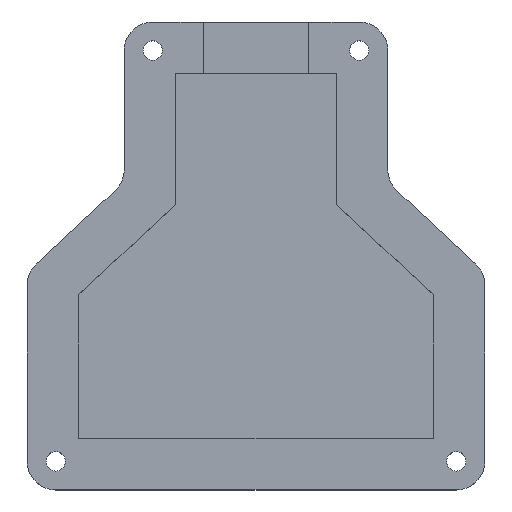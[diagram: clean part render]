
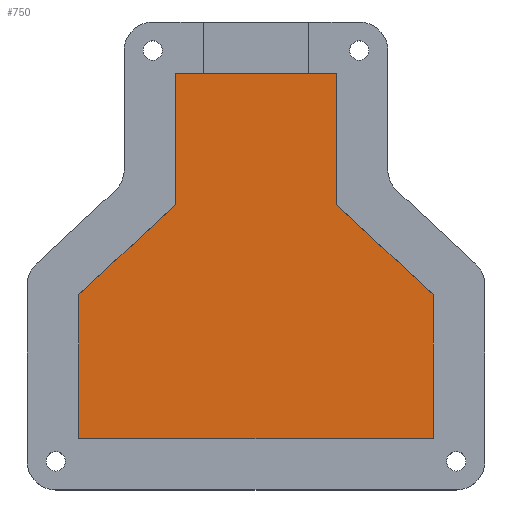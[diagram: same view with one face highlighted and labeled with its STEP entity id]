
A CAD part, top view. The second image highlights one B-rep face of the part: STEP entity #750.
In plain terms, the highlighted planar face has unit normal (0, 0, 1).
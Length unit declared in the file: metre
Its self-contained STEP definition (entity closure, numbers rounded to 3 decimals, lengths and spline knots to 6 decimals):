
#57=LINE('',#1221,#125);
#60=LINE('',#1227,#128);
#64=LINE('',#1235,#132);
#67=LINE('',#1240,#135);
#69=LINE('',#1244,#137);
#71=LINE('',#1248,#139);
#73=LINE('',#1252,#141);
#75=LINE('',#1256,#143);
#125=VECTOR('',#992,1.);
#128=VECTOR('',#997,1.);
#132=VECTOR('',#1003,1.);
#135=VECTOR('',#1008,1.);
#137=VECTOR('',#1012,1.);
#139=VECTOR('',#1016,1.);
#141=VECTOR('',#1020,1.);
#143=VECTOR('',#1024,1.);
#170=PLANE('',#837);
#330=ORIENTED_EDGE('',*,*,#448,.T.);
#331=ORIENTED_EDGE('',*,*,#445,.T.);
#332=ORIENTED_EDGE('',*,*,#463,.T.);
#333=ORIENTED_EDGE('',*,*,#461,.T.);
#334=ORIENTED_EDGE('',*,*,#459,.F.);
#335=ORIENTED_EDGE('',*,*,#457,.F.);
#336=ORIENTED_EDGE('',*,*,#455,.F.);
#337=ORIENTED_EDGE('',*,*,#452,.F.);
#445=EDGE_CURVE('',#535,#536,#57,.T.);
#448=EDGE_CURVE('',#537,#535,#60,.T.);
#452=EDGE_CURVE('',#537,#540,#64,.T.);
#455=EDGE_CURVE('',#540,#541,#67,.T.);
#457=EDGE_CURVE('',#541,#542,#69,.T.);
#459=EDGE_CURVE('',#542,#543,#71,.T.);
#461=EDGE_CURVE('',#544,#543,#73,.T.);
#463=EDGE_CURVE('',#536,#544,#75,.T.);
#535=VERTEX_POINT('',#1222);
#536=VERTEX_POINT('',#1223);
#537=VERTEX_POINT('',#1228);
#540=VERTEX_POINT('',#1236);
#541=VERTEX_POINT('',#1241);
#542=VERTEX_POINT('',#1245);
#543=VERTEX_POINT('',#1249);
#544=VERTEX_POINT('',#1253);
#630=EDGE_LOOP('',(#330,#331,#332,#333,#334,#335,#336,#337));
#692=FACE_BOUND('',#630,.T.);
#750=ADVANCED_FACE('',(#692),#170,.T.);
#837=AXIS2_PLACEMENT_3D('',#1268,#1043,#1044);
#992=DIRECTION('',(-0.732,-0.681,0.));
#997=DIRECTION('',(0.,-1.,0.));
#1003=DIRECTION('',(1.,0.,0.));
#1008=DIRECTION('',(0.,-1.,0.));
#1012=DIRECTION('',(0.732,-0.681,0.));
#1016=DIRECTION('',(0.,-1.,0.));
#1020=DIRECTION('',(1.,0.,0.));
#1024=DIRECTION('',(0.,-1.,0.));
#1043=DIRECTION('',(0.,0.,1.));
#1044=DIRECTION('',(1.,0.,0.));
#1221=CARTESIAN_POINT('',(-0.011688,0.018291,0.003));
#1222=CARTESIAN_POINT('',(-0.003188,0.026191,0.003));
#1223=CARTESIAN_POINT('',(-0.020188,0.010391,0.003));
#1227=CARTESIAN_POINT('',(-0.003188,0.037691,0.003));
#1228=CARTESIAN_POINT('',(-0.003188,0.049191,0.003));
#1235=CARTESIAN_POINT('',(0.010912,0.049191,0.003));
#1236=CARTESIAN_POINT('',(0.025012,0.049191,0.003));
#1240=CARTESIAN_POINT('',(0.025012,0.037691,0.003));
#1241=CARTESIAN_POINT('',(0.025012,0.026191,0.003));
#1244=CARTESIAN_POINT('',(0.033512,0.018291,0.003));
#1245=CARTESIAN_POINT('',(0.042012,0.010391,0.003));
#1248=CARTESIAN_POINT('',(0.042012,-0.002209,0.003));
#1249=CARTESIAN_POINT('',(0.042012,-0.014809,0.003));
#1252=CARTESIAN_POINT('',(0.010912,-0.014809,0.003));
#1253=CARTESIAN_POINT('',(-0.020188,-0.014809,0.003));
#1256=CARTESIAN_POINT('',(-0.020188,-0.002209,0.003));
#1268=CARTESIAN_POINT('',(0.010912,0.017191,0.003));
